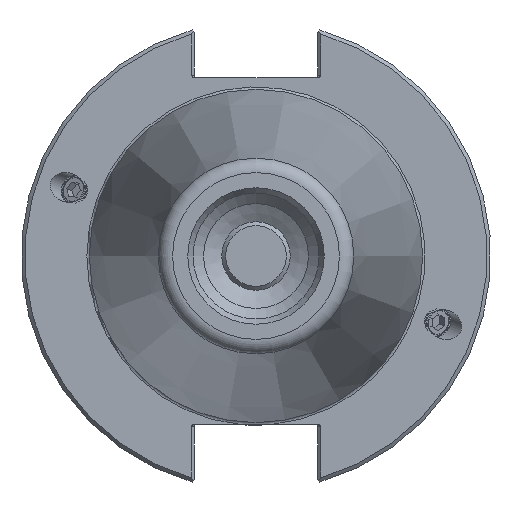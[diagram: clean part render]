
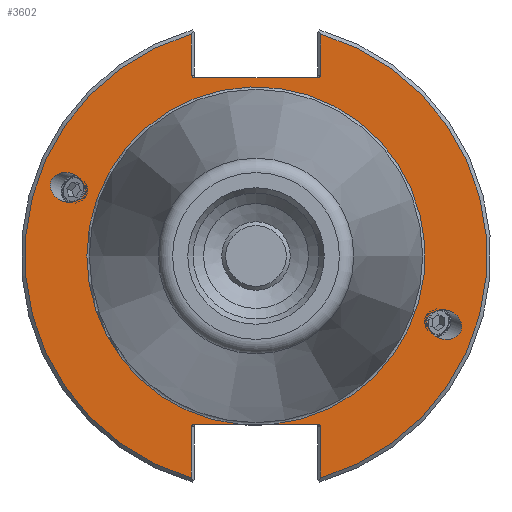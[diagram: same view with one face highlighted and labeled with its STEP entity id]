
A CAD part, left-side view. The second image highlights one B-rep face of the part: STEP entity #3602.
In plain terms, the highlighted planar face has unit normal (-1, 0, 0).
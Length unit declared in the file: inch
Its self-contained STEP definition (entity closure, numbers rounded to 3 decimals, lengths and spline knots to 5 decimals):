
#510=CARTESIAN_POINT('',(0.125,-1.41616,-0.51544));
#511=VERTEX_POINT('',#510);
#512=CARTESIAN_POINT('',(0.125,-1.55382,-0.56555));
#513=DIRECTION('',(1.0,0.0,0.0));
#514=DIRECTION('',(0.0,-0.94,-0.342));
#515=AXIS2_PLACEMENT_3D('',#512,#513,#514);
#516=ELLIPSE('',#515,0.14649,0.12);
#517=EDGE_CURVE('',#511,#511,#516,.T.);
#590=CARTESIAN_POINT('',(0.125,1.41616,0.51544));
#591=VERTEX_POINT('',#590);
#592=CARTESIAN_POINT('',(0.125,1.55382,0.56555));
#593=DIRECTION('',(1.0,0.0,0.0));
#594=DIRECTION('',(0.0,0.94,0.342));
#595=AXIS2_PLACEMENT_3D('',#592,#593,#594);
#596=ELLIPSE('',#595,0.14649,0.12);
#597=EDGE_CURVE('',#591,#591,#596,.T.);
#2951=CARTESIAN_POINT('',(0.125,-0.50422,1.472));
#2952=VERTEX_POINT('',#2951);
#2959=CARTESIAN_POINT('',(0.125,-0.5325,1.492));
#2960=VERTEX_POINT('',#2959);
#2961=CARTESIAN_POINT('',(0.125,-0.50422,1.492));
#2962=DIRECTION('',(-1.0,0.0,0.0));
#2963=DIRECTION('',(0.0,-1.0,0.0));
#2964=AXIS2_PLACEMENT_3D('',#2961,#2962,#2963);
#2965=ELLIPSE('',#2964,0.02828,0.02);
#2966=EDGE_CURVE('',#2952,#2960,#2965,.T.);
#3016=CARTESIAN_POINT('',(0.125,-0.5325,1.83167));
#3017=VERTEX_POINT('',#3016);
#3018=CARTESIAN_POINT('',(0.125,-0.5325,1.492));
#3019=DIRECTION('',(0.0,0.0,1.0));
#3020=VECTOR('',#3019,0.33967);
#3021=LINE('',#3018,#3020);
#3022=EDGE_CURVE('',#2960,#3017,#3021,.T.);
#3105=CARTESIAN_POINT('',(0.125,0.50422,-1.388));
#3106=VERTEX_POINT('',#3105);
#3113=CARTESIAN_POINT('',(0.125,0.5325,-1.408));
#3114=VERTEX_POINT('',#3113);
#3115=CARTESIAN_POINT('',(0.125,0.50422,-1.408));
#3116=DIRECTION('',(-1.0,0.0,0.0));
#3117=DIRECTION('',(0.0,1.0,0.0));
#3118=AXIS2_PLACEMENT_3D('',#3115,#3116,#3117);
#3119=ELLIPSE('',#3118,0.02828,0.02);
#3120=EDGE_CURVE('',#3106,#3114,#3119,.T.);
#3170=CARTESIAN_POINT('',(0.125,0.5325,-1.83167));
#3171=VERTEX_POINT('',#3170);
#3172=CARTESIAN_POINT('',(0.125,0.5325,-1.408));
#3173=DIRECTION('',(0.0,0.0,-1.0));
#3174=VECTOR('',#3173,0.42367);
#3175=LINE('',#3172,#3174);
#3176=EDGE_CURVE('',#3114,#3171,#3175,.T.);
#3201=CARTESIAN_POINT('',(0.125,-0.5325,-1.408));
#3202=VERTEX_POINT('',#3201);
#3203=CARTESIAN_POINT('',(0.125,-0.50422,-1.388));
#3204=VERTEX_POINT('',#3203);
#3205=CARTESIAN_POINT('',(0.125,-0.50422,-1.408));
#3206=DIRECTION('',(-1.0,0.0,0.0));
#3207=DIRECTION('',(0.0,-1.0,0.0));
#3208=AXIS2_PLACEMENT_3D('',#3205,#3206,#3207);
#3209=ELLIPSE('',#3208,0.02828,0.02);
#3210=EDGE_CURVE('',#3202,#3204,#3209,.T.);
#3308=CARTESIAN_POINT('',(0.125,-0.5325,-1.83167));
#3309=VERTEX_POINT('',#3308);
#3316=CARTESIAN_POINT('',(0.125,-0.5325,-1.83167));
#3317=DIRECTION('',(0.0,0.0,1.0));
#3318=VECTOR('',#3317,0.42367);
#3319=LINE('',#3316,#3318);
#3320=EDGE_CURVE('',#3309,#3202,#3319,.T.);
#3362=CARTESIAN_POINT('',(0.125,0.5325,1.492));
#3363=VERTEX_POINT('',#3362);
#3370=CARTESIAN_POINT('',(0.125,0.50422,1.472));
#3371=VERTEX_POINT('',#3370);
#3372=CARTESIAN_POINT('',(0.125,0.50422,1.492));
#3373=DIRECTION('',(-1.0,0.0,0.0));
#3374=DIRECTION('',(0.0,1.0,0.0));
#3375=AXIS2_PLACEMENT_3D('',#3372,#3373,#3374);
#3376=ELLIPSE('',#3375,0.02828,0.02);
#3377=EDGE_CURVE('',#3363,#3371,#3376,.T.);
#3462=CARTESIAN_POINT('',(0.125,0.5325,1.83167));
#3463=VERTEX_POINT('',#3462);
#3470=CARTESIAN_POINT('',(0.125,0.5325,1.83167));
#3471=DIRECTION('',(0.0,0.0,-1.0));
#3472=VECTOR('',#3471,0.33967);
#3473=LINE('',#3470,#3472);
#3474=EDGE_CURVE('',#3463,#3363,#3473,.T.);
#3509=CARTESIAN_POINT('',(0.125,-0.13957,-1.388));
#3510=VERTEX_POINT('',#3509);
#3511=CARTESIAN_POINT('',(0.125,0.13957,-1.388));
#3512=VERTEX_POINT('',#3511);
#3527=CARTESIAN_POINT('',(0.125,0.0,0.0));
#3528=DIRECTION('',(-1.0,0.0,0.0));
#3529=DIRECTION('',(0.0,-1.0,0.0));
#3530=AXIS2_PLACEMENT_3D('',#3527,#3528,#3529);
#3531=CIRCLE('',#3530,1.395);
#3532=EDGE_CURVE('',#3510,#3512,#3531,.T.);
#3548=CARTESIAN_POINT('',(0.125,1.65625,0.0));
#3549=DIRECTION('',(-1.0,0.0,0.0));
#3550=DIRECTION('',(0.0,0.0,1.0));
#3551=AXIS2_PLACEMENT_3D('',#3548,#3549,#3550);
#3552=PLANE('',#3551);
#3553=ORIENTED_EDGE('',*,*,#3532,.F.);
#3554=CARTESIAN_POINT('',(0.125,-0.50422,-1.388));
#3555=DIRECTION('',(0.0,1.0,0.0));
#3556=VECTOR('',#3555,0.36464);
#3557=LINE('',#3554,#3556);
#3558=EDGE_CURVE('',#3204,#3510,#3557,.T.);
#3559=ORIENTED_EDGE('',*,*,#3558,.F.);
#3560=ORIENTED_EDGE('',*,*,#3210,.F.);
#3561=ORIENTED_EDGE('',*,*,#3320,.F.);
#3562=CARTESIAN_POINT('',(0.125,0.0,0.0));
#3563=DIRECTION('',(1.0,0.0,0.0));
#3564=DIRECTION('',(0.0,-1.0,0.0));
#3565=AXIS2_PLACEMENT_3D('',#3562,#3563,#3564);
#3566=CIRCLE('',#3565,1.9075);
#3567=EDGE_CURVE('',#3017,#3309,#3566,.T.);
#3568=ORIENTED_EDGE('',*,*,#3567,.F.);
#3569=ORIENTED_EDGE('',*,*,#3022,.F.);
#3570=ORIENTED_EDGE('',*,*,#2966,.F.);
#3571=CARTESIAN_POINT('',(0.125,0.50422,1.472));
#3572=DIRECTION('',(0.0,-1.0,0.0));
#3573=VECTOR('',#3572,1.00843);
#3574=LINE('',#3571,#3573);
#3575=EDGE_CURVE('',#3371,#2952,#3574,.T.);
#3576=ORIENTED_EDGE('',*,*,#3575,.F.);
#3577=ORIENTED_EDGE('',*,*,#3377,.F.);
#3578=ORIENTED_EDGE('',*,*,#3474,.F.);
#3579=CARTESIAN_POINT('',(0.125,0.0,0.0));
#3580=DIRECTION('',(1.0,0.0,0.0));
#3581=DIRECTION('',(0.0,1.0,0.0));
#3582=AXIS2_PLACEMENT_3D('',#3579,#3580,#3581);
#3583=CIRCLE('',#3582,1.9075);
#3584=EDGE_CURVE('',#3171,#3463,#3583,.T.);
#3585=ORIENTED_EDGE('',*,*,#3584,.F.);
#3586=ORIENTED_EDGE('',*,*,#3176,.F.);
#3587=ORIENTED_EDGE('',*,*,#3120,.F.);
#3588=CARTESIAN_POINT('',(0.125,0.13957,-1.388));
#3589=DIRECTION('',(0.0,1.0,0.0));
#3590=VECTOR('',#3589,0.36464);
#3591=LINE('',#3588,#3590);
#3592=EDGE_CURVE('',#3512,#3106,#3591,.T.);
#3593=ORIENTED_EDGE('',*,*,#3592,.F.);
#3594=EDGE_LOOP('',(#3553,#3559,#3560,#3561,#3568,#3569,#3570,#3576,#3577,#3578,#3585,#3586,#3587,#3593));
#3595=FACE_OUTER_BOUND('',#3594,.T.);
#3596=ORIENTED_EDGE('',*,*,#517,.T.);
#3597=EDGE_LOOP('',(#3596));
#3598=FACE_BOUND('',#3597,.T.);
#3599=ORIENTED_EDGE('',*,*,#597,.T.);
#3600=EDGE_LOOP('',(#3599));
#3601=FACE_BOUND('',#3600,.T.);
#3602=ADVANCED_FACE('',(#3595,#3598,#3601),#3552,.T.);
